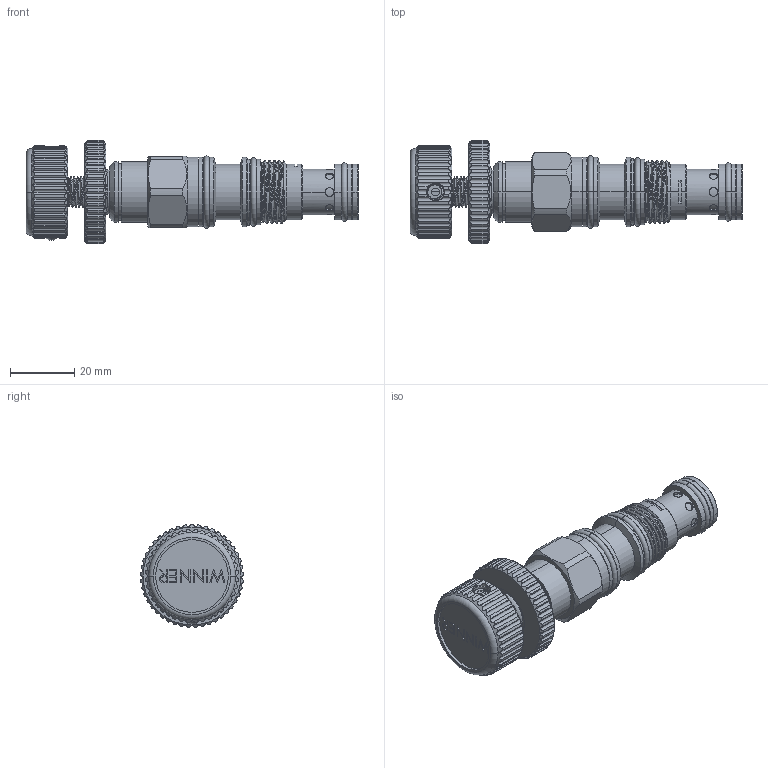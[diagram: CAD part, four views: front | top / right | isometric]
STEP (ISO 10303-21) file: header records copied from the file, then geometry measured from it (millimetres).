
FILE_DESCRIPTION (( 'STEP AP203' ), '1' );
FILE_NAME ('PB11A30(35)-K.STEP', '2023-11-22T08:49:23', ( '' ), ( '' ), 'SwSTEP 2.0', 'SolidWorks 2018', '' );
FILE_SCHEMA (( 'CONFIG_CONTROL_DESIGN' ));
Length unit declared in the file: millimetre
Products named in the file (1): PB11A30(35)-K
Bounding box: 103.72 x 32.2 x 32.18 mm (x, y, z)
Volume: 35588.1 mm3; surface area: 11929.2 mm2
Topology: 2 solids, 9 shells, 667 faces, 1744 edges, 1127 vertices
Faces by surface type: cylinder 381, plane 174, cone 61, bspline 27, torus 22, sphere 2
Entity records: 36914 total; most frequent: CARTESIAN_POINT 21254, ORIENTED_EDGE 3464, DIRECTION 2982, EDGE_CURVE 1732, AXIS2_PLACEMENT_3D 1136, VERTEX_POINT 1127, EDGE_LOOP 713, LINE 710
